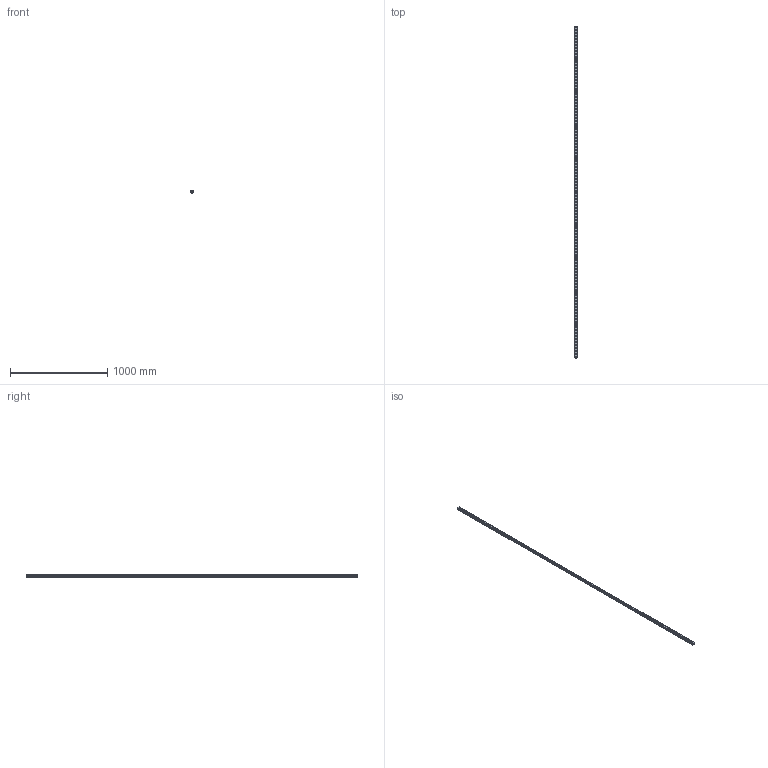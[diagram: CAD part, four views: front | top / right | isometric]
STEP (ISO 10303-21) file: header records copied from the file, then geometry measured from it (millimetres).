
FILE_DESCRIPTION(('STEP AP214'),'1');
FILE_NAME('cctmp_DBC1E724-420D-4220-8FDC-12D3553C0F5A_2021_03_11_08_44_07_0876..stp','2021-03-11T07:44:08',('HIWIN GmbH'),('CADClick - www.CADClick.com'),'Spatial InterOp 3D',' ','unknown authorization');
FILE_SCHEMA(('AUTOMOTIVE_DESIGN'));
Length unit declared in the file: millimetre
Products named in the file (1): RGR25R3420H_FILE
Bounding box: 23 x 3420 x 23.6 mm (x, y, z)
Volume: 1371482.1 mm3; surface area: 424268 mm2
Topology: 1 solids, 1 shells, 1143 faces, 2385 edges, 1590 vertices
Faces by surface type: cylinder 702, plane 441
Entity records: 40291 total; most frequent: DIRECTION 6077, CARTESIAN_POINT 5119, ORIENTED_EDGE 4770, AXIS2_PLACEMENT_3D 2548, EDGE_CURVE 2385, VERTEX_POINT 1590, EDGE_LOOP 1489, CIRCLE 1404
